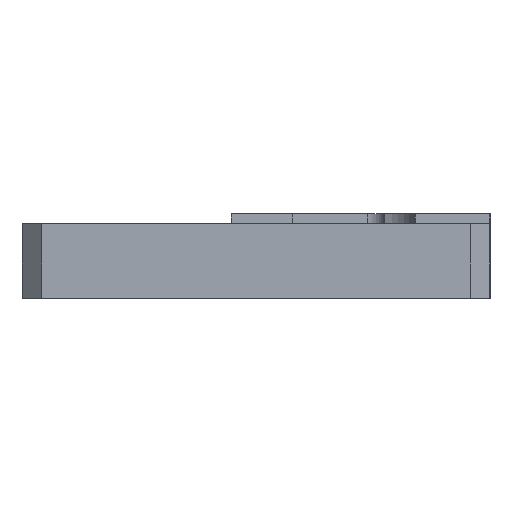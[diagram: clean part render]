
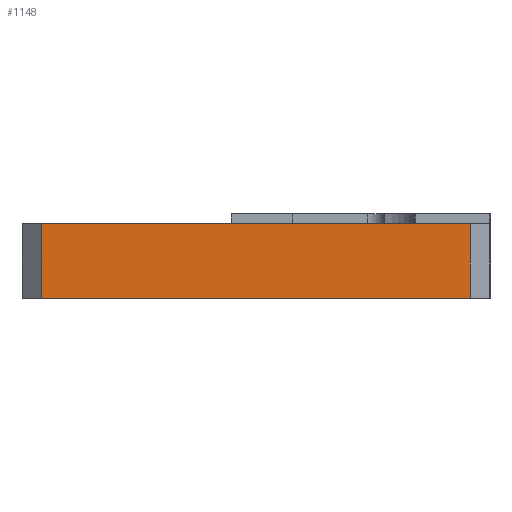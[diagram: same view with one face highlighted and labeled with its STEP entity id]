
A CAD part, left-side view. The second image highlights one B-rep face of the part: STEP entity #1148.
In plain terms, the highlighted planar face has unit normal (-1, 0, 0).
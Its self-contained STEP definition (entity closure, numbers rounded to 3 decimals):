
#122 = VECTOR ( 'NONE', #2319, 1000. ) ;
#162 = ORIENTED_EDGE ( 'NONE', *, *, #907, .F. ) ;
#272 = CARTESIAN_POINT ( 'NONE',  ( -13.4, -4.3, -1.5 ) ) ;
#390 = EDGE_CURVE ( 'NONE', #2559, #3472, #1134, .T. ) ;
#557 = CARTESIAN_POINT ( 'NONE',  ( -13.4, 4.3, -1.5 ) ) ;
#640 = CARTESIAN_POINT ( 'NONE',  ( -13.4, 0., -1.5 ) ) ;
#684 = VECTOR ( 'NONE', #3613, 1000. ) ;
#907 = EDGE_CURVE ( 'NONE', #2559, #3453, #2169, .T. ) ;
#1058 = LINE ( 'NONE', #2854, #122 ) ;
#1134 = LINE ( 'NONE', #272, #4207 ) ;
#1148 = ADVANCED_FACE ( 'NONE', ( #5685 ), #2012, .F. ) ;
#1216 = LINE ( 'NONE', #2243, #2598 ) ;
#1357 = CARTESIAN_POINT ( 'NONE',  ( -13.4, -4.3, 0. ) ) ;
#1515 = EDGE_LOOP ( 'NONE', ( #5375, #2300, #162, #3114 ) ) ;
#1645 = DIRECTION ( 'NONE',  ( 0., 0., 1. ) ) ;
#1759 = CARTESIAN_POINT ( 'NONE',  ( -13.4, 0., -1.5 ) ) ;
#2012 = PLANE ( 'NONE',  #3748 ) ;
#2169 = LINE ( 'NONE', #1759, #684 ) ;
#2243 = CARTESIAN_POINT ( 'NONE',  ( -13.4, 4.3, -1.5 ) ) ;
#2300 = ORIENTED_EDGE ( 'NONE', *, *, #2873, .F. ) ;
#2319 = DIRECTION ( 'NONE',  ( 0., 1., 0. ) ) ;
#2559 = VERTEX_POINT ( 'NONE', #4701 ) ;
#2584 = DIRECTION ( 'NONE',  ( 0., 0., 1. ) ) ;
#2598 = VECTOR ( 'NONE', #2584, 1000. ) ;
#2854 = CARTESIAN_POINT ( 'NONE',  ( -13.4, 0., 0. ) ) ;
#2873 = EDGE_CURVE ( 'NONE', #3453, #3956, #1216, .T. ) ;
#3114 = ORIENTED_EDGE ( 'NONE', *, *, #390, .T. ) ;
#3453 = VERTEX_POINT ( 'NONE', #557 ) ;
#3472 = VERTEX_POINT ( 'NONE', #1357 ) ;
#3613 = DIRECTION ( 'NONE',  ( 0., 1., 0. ) ) ;
#3748 = AXIS2_PLACEMENT_3D ( 'NONE', #640, #4828, #5151 ) ;
#3956 = VERTEX_POINT ( 'NONE', #4291 ) ;
#4207 = VECTOR ( 'NONE', #1645, 1000. ) ;
#4291 = CARTESIAN_POINT ( 'NONE',  ( -13.4, 4.3, 0. ) ) ;
#4628 = EDGE_CURVE ( 'NONE', #3472, #3956, #1058, .T. ) ;
#4701 = CARTESIAN_POINT ( 'NONE',  ( -13.4, -4.3, -1.5 ) ) ;
#4828 = DIRECTION ( 'NONE',  ( 1., 0., 0. ) ) ;
#5151 = DIRECTION ( 'NONE',  ( 0., 0., -1. ) ) ;
#5375 = ORIENTED_EDGE ( 'NONE', *, *, #4628, .T. ) ;
#5685 = FACE_OUTER_BOUND ( 'NONE', #1515, .T. ) ;
